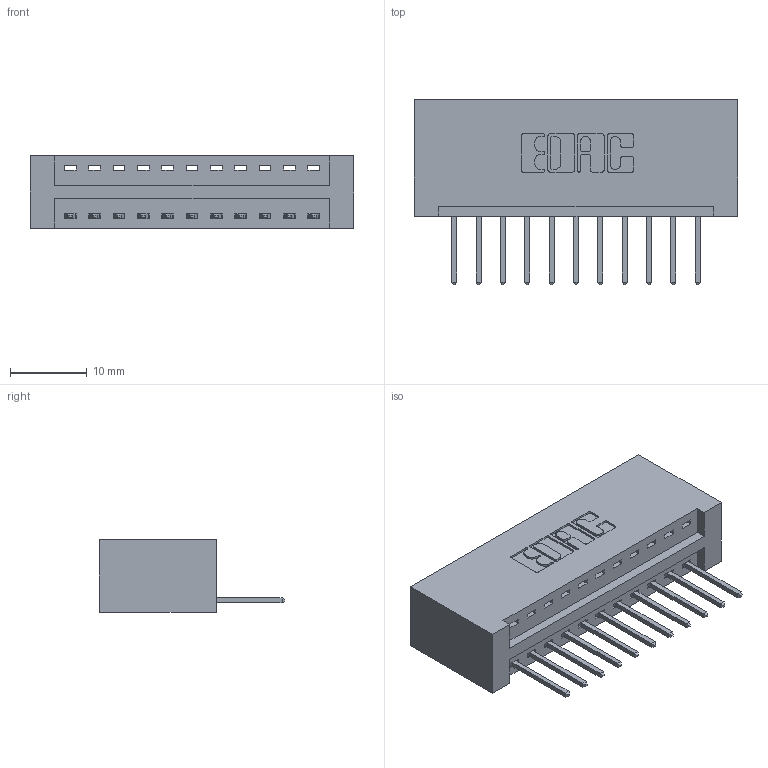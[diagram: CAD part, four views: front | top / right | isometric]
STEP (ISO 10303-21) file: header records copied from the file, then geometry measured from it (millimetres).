
FILE_DESCRIPTION (( 'STEP AP203' ), '1' );
FILE_NAME ('396-011-526-101.STEP', '2019-10-26T14:55:15', ( '' ), ( '' ), 'SwSTEP 2.0', 'SolidWorks 2016', '' );
FILE_SCHEMA (( 'CONFIG_CONTROL_DESIGN' ));
Length unit declared in the file: inch
Products named in the file (3): 345-292-001_345-293-126; 396-011-526-101; 346 Part_No Mounting Lugs
Assembly tree (12 placements, depth 2):
  396-011-526-101
    346 Part_No Mounting Lugs
    345-292-001_345-293-126  x11
Bounding box: 42.16 x 24.13 x 9.4 mm (x, y, z)
Volume: 4363.1 mm3; surface area: 5183.2 mm2
Topology: 12 solids, 12 shells, 752 faces, 2241 edges, 1478 vertices
Faces by surface type: plane 512, cylinder 240
Entity records: 10741 total; most frequent: CARTESIAN_POINT 1857, ORIENTED_EDGE 1802, DIRECTION 1671, EDGE_CURVE 901, LINE 733, VECTOR 733, VERTEX_POINT 598, AXIS2_PLACEMENT_3D 469
